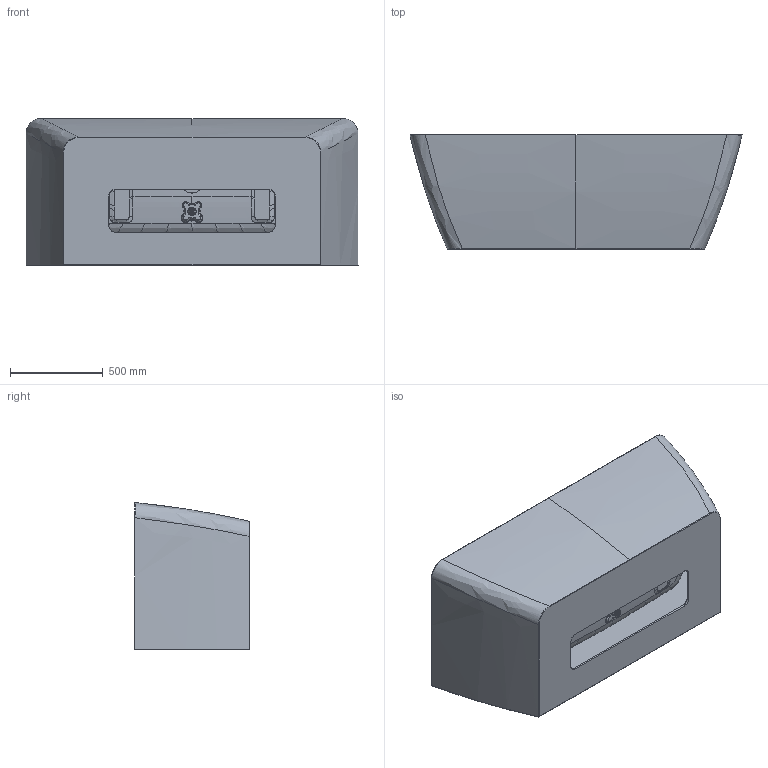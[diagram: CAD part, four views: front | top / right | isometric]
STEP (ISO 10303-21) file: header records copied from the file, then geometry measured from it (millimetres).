
FILE_DESCRIPTION((''),'2;1');
FILE_NAME('SUBWAY_180X80_BTW_PLUS_SOLID_ASM','2024-06-18T13:07:52',('hegemanc'),('Villeroy & Boch Wellness bv'),'CREO PARAMETRIC BY PTC INC, 2022414','CREO PARAMETRIC BY PTC INC, 2022414','');
FILE_SCHEMA(('AP242_MANAGED_MODEL_BASED_3D_ENGINEERING_MIM_LF { 1 0 10303 442 1 1 4 }'));
Products named in the file (24): VENTILUNTERTEIL_; VINZIA_ME240F00NY_003_C; VINZIA_ME240F00NY_001_C; VINZIA_ME240F00NY_004_C; VINZIA_ME240F00NY_005_C; VINZIA_ME240F00NY_004_005_C_ASM; VINZIA_ME240F00NY_002_C; VINZIA_ME240F00NY_006_C_AF1; VINZIA_ME240F00NY_C_ASM; V3P1607-081_C; DICHTUNG_C; V3P1607-081_C_ASM; KLIK-KLAK-ASM_CH2_ASM; V4P1907-019_CH; V4P1907-018_CH; V4P1907-045_CH; V4P1907-105_CH_ASM; SUBWAY180X80_12052022_SILENT_AF0; V4P1908-013_CH; O-RING_41X2_CH; V4P1908-012_CH; V4P1908-113_CH_ASM; LOGO_3D; SUBWAY_180X80_BTW_PLUS_SOLID_ASM
Assembly tree (23 placements, depth 6):
  SUBWAY_180X80_BTW_PLUS_SOLID_ASM
    KLIK-KLAK-ASM_CH2_ASM
      VENTILUNTERTEIL_
      V3P1607-081_C_ASM
        VINZIA_ME240F00NY_C_ASM
          VINZIA_ME240F00NY_003_C
          VINZIA_ME240F00NY_001_C
          VINZIA_ME240F00NY_004_005_C_ASM
            VINZIA_ME240F00NY_004_C
            VINZIA_ME240F00NY_005_C
          VINZIA_ME240F00NY_002_C
          VINZIA_ME240F00NY_006_C_AF1
        V3P1607-081_C
        DICHTUNG_C
    V4P1907-105_CH_ASM
      V4P1907-019_CH
      V4P1907-018_CH
      V4P1907-045_CH
    SUBWAY180X80_12052022_SILENT_AF0
    V4P1908-113_CH_ASM
      V4P1908-013_CH
      O-RING_41X2_CH
      V4P1908-012_CH
    LOGO_3D
Bounding box: 1793.99 x 619.99 x 793.88 mm (x, y, z)
Volume: 64600951.4 mm3; surface area: 12607081.8 mm2
Topology: 44 solids, 44 shells, 3790 faces, 9075 edges, 5425 vertices
Faces by surface type: bspline 1082, plane 775, cylinder 661, extrusion 479, torus 425, sphere 209, cone 159
Entity records: 250634 total; most frequent: CARTESIAN_POINT 138750, ORIENTED_EDGE 18136, DIRECTION 13752, EDGE_CURVE 9068, PRESENTATION_STYLE_ASSIGNMENT 7873, STYLED_ITEM 7859, CURVE_STYLE 6311, VERTEX_POINT 5425
